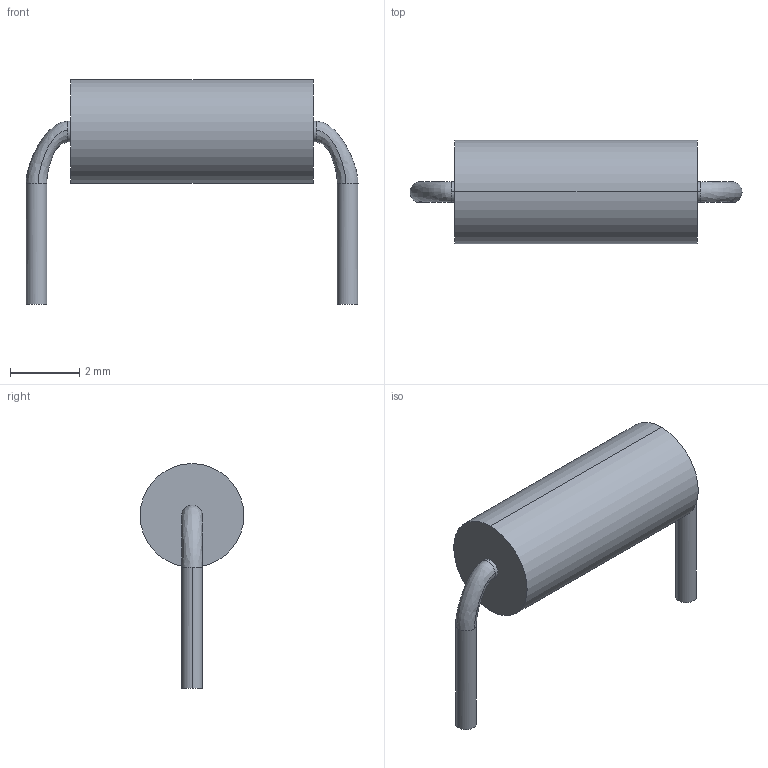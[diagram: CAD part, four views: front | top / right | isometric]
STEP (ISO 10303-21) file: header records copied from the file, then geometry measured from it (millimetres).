
FILE_DESCRIPTION (( 'STEP AP214' ), '1' );
FILE_NAME ('VP4.STEP', '2022-05-16T09:17:47', ( '' ), ( '' ), 'SwSTEP 2.0', 'SolidWorks 2019', '' );
FILE_SCHEMA (( 'AUTOMOTIVE_DESIGN' ));
Length unit declared in the file: millimetre
Products named in the file (1): VP4
Bounding box: 9.6 x 3 x 6.5 mm (x, y, z)
Volume: 52.5 mm3; surface area: 100.5 mm2
Topology: 1 solids, 1 shells, 18 faces, 42 edges, 28 vertices
Faces by surface type: cylinder 10, bspline 4, plane 4
Entity records: 1038 total; most frequent: CARTESIAN_POINT 473, ORIENTED_EDGE 84, DIRECTION 64, EDGE_CURVE 42, VERTEX_POINT 28, AXIS2_PLACEMENT_3D 27, EDGE_LOOP 20, B_SPLINE_CURVE_WITH_KNOTS 20
